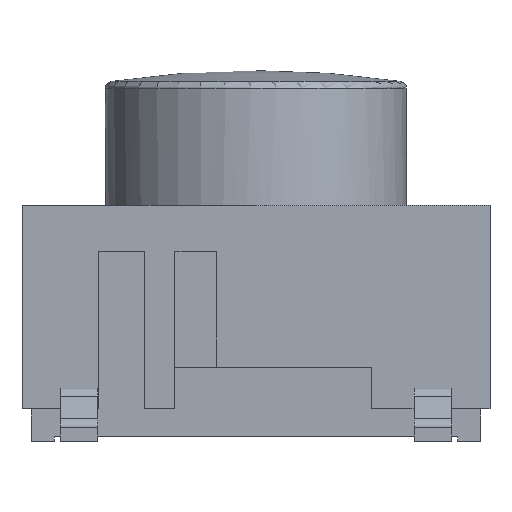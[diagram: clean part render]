
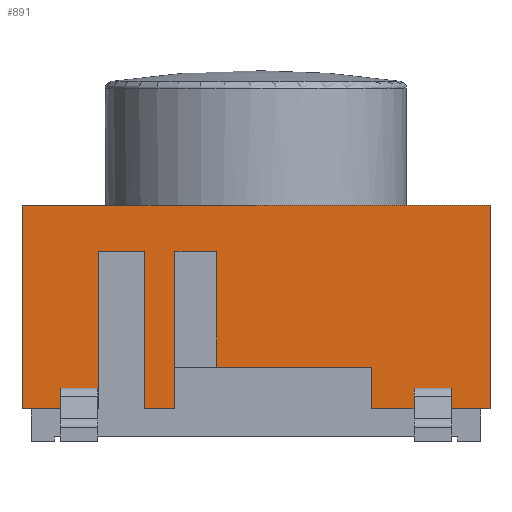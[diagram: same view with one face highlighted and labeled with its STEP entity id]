
A CAD part, front view. The second image highlights one B-rep face of the part: STEP entity #891.
In plain terms, the highlighted planar face has unit normal (0, -1, 0).
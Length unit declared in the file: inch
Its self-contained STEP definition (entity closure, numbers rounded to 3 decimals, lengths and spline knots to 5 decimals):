
#475=CARTESIAN_POINT('',(-0.19882,-0.19882,0.0));
#476=VERTEX_POINT('',#475);
#483=CARTESIAN_POINT('',(-0.19882,-0.19882,0.17323));
#484=VERTEX_POINT('',#483);
#485=CARTESIAN_POINT('',(-0.19882,-0.19882,0.0));
#486=DIRECTION('',(0.0,0.0,1.0));
#487=VECTOR('',#486,0.17323);
#488=LINE('',#485,#487);
#489=EDGE_CURVE('',#476,#484,#488,.T.);
#544=CARTESIAN_POINT('',(-0.13386,-0.19882,0.13386));
#545=VERTEX_POINT('',#544);
#552=CARTESIAN_POINT('',(-0.13386,-0.19882,0.0));
#553=VERTEX_POINT('',#552);
#554=CARTESIAN_POINT('',(-0.13386,-0.19882,0.0));
#555=DIRECTION('',(0.0,0.0,1.0));
#556=VECTOR('',#555,0.13386);
#557=LINE('',#554,#556);
#558=EDGE_CURVE('',#553,#545,#557,.T.);
#709=CARTESIAN_POINT('',(-0.09449,-0.19882,0.13386));
#710=VERTEX_POINT('',#709);
#718=CARTESIAN_POINT('',(-0.09449,-0.19882,0.0));
#719=VERTEX_POINT('',#718);
#726=CARTESIAN_POINT('',(-0.09449,-0.19882,0.0));
#727=DIRECTION('',(0.0,0.0,1.0));
#728=VECTOR('',#727,0.13386);
#729=LINE('',#726,#728);
#730=EDGE_CURVE('',#719,#710,#729,.T.);
#735=CARTESIAN_POINT('',(-0.2187,-0.19882,0.18189));
#736=DIRECTION('',(0.0,-1.0,0.0));
#737=DIRECTION('',(0.0,0.0,-1.0));
#738=AXIS2_PLACEMENT_3D('',#735,#736,#737);
#739=PLANE('',#738);
#740=ORIENTED_EDGE('',*,*,#730,.F.);
#741=CARTESIAN_POINT('',(-0.0689,-0.19882,0.0));
#742=VERTEX_POINT('',#741);
#743=CARTESIAN_POINT('',(-0.0689,-0.19882,0.0));
#744=DIRECTION('',(-1.0,0.0,0.0));
#745=VECTOR('',#744,0.02559);
#746=LINE('',#743,#745);
#747=EDGE_CURVE('',#742,#719,#746,.T.);
#748=ORIENTED_EDGE('',*,*,#747,.F.);
#749=CARTESIAN_POINT('',(-0.0689,-0.19882,0.13386));
#750=VERTEX_POINT('',#749);
#751=CARTESIAN_POINT('',(-0.0689,-0.19882,0.0));
#752=DIRECTION('',(0.0,0.0,1.0));
#753=VECTOR('',#752,0.13386);
#754=LINE('',#751,#753);
#755=EDGE_CURVE('',#742,#750,#754,.T.);
#756=ORIENTED_EDGE('',*,*,#755,.T.);
#757=CARTESIAN_POINT('',(-0.03347,-0.19882,0.13386));
#758=VERTEX_POINT('',#757);
#759=CARTESIAN_POINT('',(-0.03347,-0.19882,0.13386));
#760=DIRECTION('',(-1.0,0.0,0.0));
#761=VECTOR('',#760,0.03543);
#762=LINE('',#759,#761);
#763=EDGE_CURVE('',#758,#750,#762,.T.);
#764=ORIENTED_EDGE('',*,*,#763,.F.);
#765=CARTESIAN_POINT('',(-0.03347,-0.19882,0.03543));
#766=VERTEX_POINT('',#765);
#767=CARTESIAN_POINT('',(-0.03347,-0.19882,0.03543));
#768=DIRECTION('',(0.0,0.0,1.0));
#769=VECTOR('',#768,0.09843);
#770=LINE('',#767,#769);
#771=EDGE_CURVE('',#766,#758,#770,.T.);
#772=ORIENTED_EDGE('',*,*,#771,.F.);
#773=CARTESIAN_POINT('',(0.09842,-0.19882,0.03543));
#774=VERTEX_POINT('',#773);
#775=CARTESIAN_POINT('',(-0.03347,-0.19882,0.03543));
#776=DIRECTION('',(1.0,0.0,0.0));
#777=VECTOR('',#776,0.13189);
#778=LINE('',#775,#777);
#779=EDGE_CURVE('',#766,#774,#778,.T.);
#780=ORIENTED_EDGE('',*,*,#779,.T.);
#781=CARTESIAN_POINT('',(0.09842,-0.19882,0.0));
#782=VERTEX_POINT('',#781);
#783=CARTESIAN_POINT('',(0.09842,-0.19882,0.03543));
#784=DIRECTION('',(0.0,0.0,-1.0));
#785=VECTOR('',#784,0.03543);
#786=LINE('',#783,#785);
#787=EDGE_CURVE('',#774,#782,#786,.T.);
#788=ORIENTED_EDGE('',*,*,#787,.T.);
#789=CARTESIAN_POINT('',(0.13425,-0.19882,0.));
#790=VERTEX_POINT('',#789);
#791=CARTESIAN_POINT('',(0.13425,-0.19882,0.0));
#792=DIRECTION('',(-1.0,0.0,0.0));
#793=VECTOR('',#792,0.03583);
#794=LINE('',#791,#793);
#795=EDGE_CURVE('',#790,#782,#794,.T.);
#796=ORIENTED_EDGE('',*,*,#795,.F.);
#797=CARTESIAN_POINT('',(0.13425,-0.19882,0.01772));
#798=VERTEX_POINT('',#797);
#799=CARTESIAN_POINT('',(0.13425,-0.19882,0.));
#800=DIRECTION('',(0.0,0.0,1.0));
#801=VECTOR('',#800,0.01772);
#802=LINE('',#799,#801);
#803=EDGE_CURVE('',#790,#798,#802,.T.);
#804=ORIENTED_EDGE('',*,*,#803,.T.);
#805=CARTESIAN_POINT('',(0.16575,-0.19882,0.01772));
#806=VERTEX_POINT('',#805);
#807=CARTESIAN_POINT('',(0.13425,-0.19882,0.01772));
#808=DIRECTION('',(1.0,0.0,0.0));
#809=VECTOR('',#808,0.0315);
#810=LINE('',#807,#809);
#811=EDGE_CURVE('',#798,#806,#810,.T.);
#812=ORIENTED_EDGE('',*,*,#811,.T.);
#813=CARTESIAN_POINT('',(0.16575,-0.19882,0.));
#814=VERTEX_POINT('',#813);
#815=CARTESIAN_POINT('',(0.16575,-0.19882,0.01772));
#816=DIRECTION('',(0.0,0.0,-1.0));
#817=VECTOR('',#816,0.01772);
#818=LINE('',#815,#817);
#819=EDGE_CURVE('',#806,#814,#818,.T.);
#820=ORIENTED_EDGE('',*,*,#819,.T.);
#821=CARTESIAN_POINT('',(0.19882,-0.19882,0.0));
#822=VERTEX_POINT('',#821);
#823=CARTESIAN_POINT('',(0.19882,-0.19882,0.0));
#824=DIRECTION('',(-1.0,0.0,0.0));
#825=VECTOR('',#824,0.03307);
#826=LINE('',#823,#825);
#827=EDGE_CURVE('',#822,#814,#826,.T.);
#828=ORIENTED_EDGE('',*,*,#827,.F.);
#829=CARTESIAN_POINT('',(0.19882,-0.19882,0.17323));
#830=VERTEX_POINT('',#829);
#831=CARTESIAN_POINT('',(0.19882,-0.19882,0.0));
#832=DIRECTION('',(0.0,0.0,1.0));
#833=VECTOR('',#832,0.17323);
#834=LINE('',#831,#833);
#835=EDGE_CURVE('',#822,#830,#834,.T.);
#836=ORIENTED_EDGE('',*,*,#835,.T.);
#837=CARTESIAN_POINT('',(0.19882,-0.19882,0.17323));
#838=DIRECTION('',(-1.0,0.0,0.0));
#839=VECTOR('',#838,0.39764);
#840=LINE('',#837,#839);
#841=EDGE_CURVE('',#830,#484,#840,.T.);
#842=ORIENTED_EDGE('',*,*,#841,.T.);
#843=ORIENTED_EDGE('',*,*,#489,.F.);
#844=CARTESIAN_POINT('',(-0.16575,-0.19882,0.));
#845=VERTEX_POINT('',#844);
#846=CARTESIAN_POINT('',(-0.16575,-0.19882,0.0));
#847=DIRECTION('',(-1.0,0.0,0.0));
#848=VECTOR('',#847,0.03307);
#849=LINE('',#846,#848);
#850=EDGE_CURVE('',#845,#476,#849,.T.);
#851=ORIENTED_EDGE('',*,*,#850,.F.);
#852=CARTESIAN_POINT('',(-0.16575,-0.19882,0.01772));
#853=VERTEX_POINT('',#852);
#854=CARTESIAN_POINT('',(-0.16575,-0.19882,0.));
#855=DIRECTION('',(0.0,0.0,1.0));
#856=VECTOR('',#855,0.01772);
#857=LINE('',#854,#856);
#858=EDGE_CURVE('',#845,#853,#857,.T.);
#859=ORIENTED_EDGE('',*,*,#858,.T.);
#860=CARTESIAN_POINT('',(-0.13425,-0.19882,0.01772));
#861=VERTEX_POINT('',#860);
#862=CARTESIAN_POINT('',(-0.16575,-0.19882,0.01772));
#863=DIRECTION('',(1.0,0.0,0.0));
#864=VECTOR('',#863,0.0315);
#865=LINE('',#862,#864);
#866=EDGE_CURVE('',#853,#861,#865,.T.);
#867=ORIENTED_EDGE('',*,*,#866,.T.);
#868=CARTESIAN_POINT('',(-0.13425,-0.19882,0.));
#869=VERTEX_POINT('',#868);
#870=CARTESIAN_POINT('',(-0.13425,-0.19882,0.01772));
#871=DIRECTION('',(0.0,0.0,-1.0));
#872=VECTOR('',#871,0.01772);
#873=LINE('',#870,#872);
#874=EDGE_CURVE('',#861,#869,#873,.T.);
#875=ORIENTED_EDGE('',*,*,#874,.T.);
#876=CARTESIAN_POINT('',(-0.13386,-0.19882,0.0));
#877=DIRECTION('',(-1.0,0.0,0.0));
#878=VECTOR('',#877,0.00039);
#879=LINE('',#876,#878);
#880=EDGE_CURVE('',#553,#869,#879,.T.);
#881=ORIENTED_EDGE('',*,*,#880,.F.);
#882=ORIENTED_EDGE('',*,*,#558,.T.);
#883=CARTESIAN_POINT('',(-0.09449,-0.19882,0.13386));
#884=DIRECTION('',(-1.0,0.0,0.0));
#885=VECTOR('',#884,0.03937);
#886=LINE('',#883,#885);
#887=EDGE_CURVE('',#710,#545,#886,.T.);
#888=ORIENTED_EDGE('',*,*,#887,.F.);
#889=EDGE_LOOP('',(#740,#748,#756,#764,#772,#780,#788,#796,#804,#812,#820,#828,#836,#842,#843,#851,#859,#867,#875,#881,#882,#888));
#890=FACE_OUTER_BOUND('',#889,.T.);
#891=ADVANCED_FACE('',(#890),#739,.T.);
